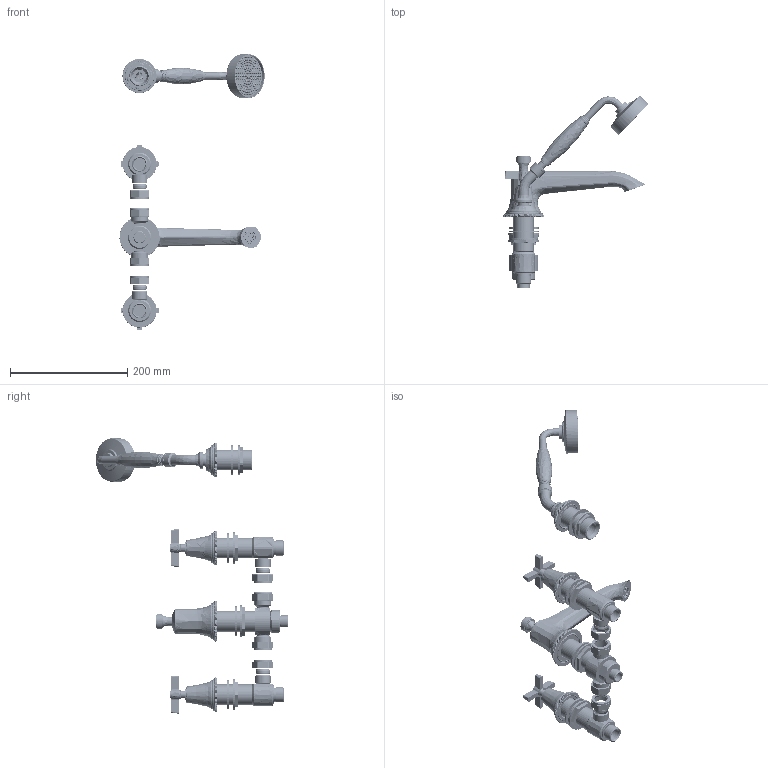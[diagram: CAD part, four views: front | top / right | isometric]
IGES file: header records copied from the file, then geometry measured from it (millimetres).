
Global section: file name: V6K49X; native system: Autodesk Inventor 2018; preprocessor: unknown; author: aduggalther; date: 20171024.082332; units: millimetre
Bounding box: 247.67 x 327.73 x 469.55 mm (x, y, z)
Volume: 828229.8 mm3; surface area: 419222.7 mm2
Topology: 88 solids, 94 shells, 6654 faces, 16507 edges, 10509 vertices
Faces by surface type: bspline 6654
